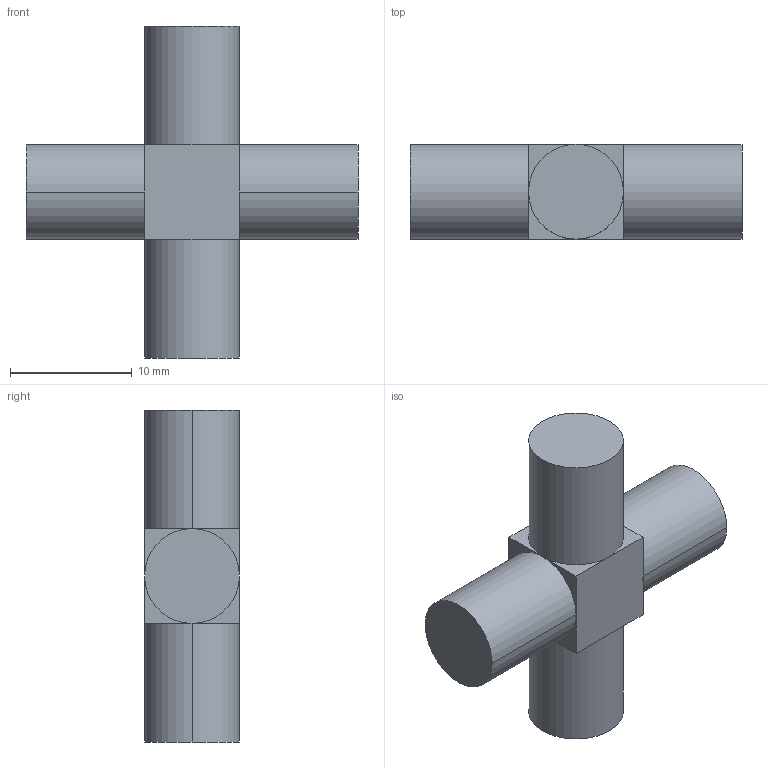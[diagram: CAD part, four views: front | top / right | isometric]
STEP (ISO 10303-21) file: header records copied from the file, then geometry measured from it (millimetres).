
FILE_DESCRIPTION (( 'STEP AP203' ), '1' );
FILE_NAME ('虎克铰零件2_ver2_默认_sldprt.STEP', '2023-05-19T03:00:02', ( '' ), ( '' ), 'SwSTEP 2.0', 'SolidWorks 2018', '' );
FILE_SCHEMA (( 'CONFIG_CONTROL_DESIGN' ));
Length unit declared in the file: millimetre
Products named in the file (1): 虎克铰零件2_ver2_默认_sldprt
Bounding box: 27.3 x 7.8 x 27.3 mm (x, y, z)
Volume: 2338.1 mm3; surface area: 1320.7 mm2
Topology: 1 solids, 1 shells, 30 faces, 56 edges, 28 vertices
Faces by surface type: plane 22, cylinder 8
Entity records: 797 total; most frequent: DIRECTION 142, CARTESIAN_POINT 115, ORIENTED_EDGE 112, EDGE_CURVE 56, AXIS2_PLACEMENT_3D 55, LINE 32, VECTOR 32, FACE_OUTER_BOUND 30
